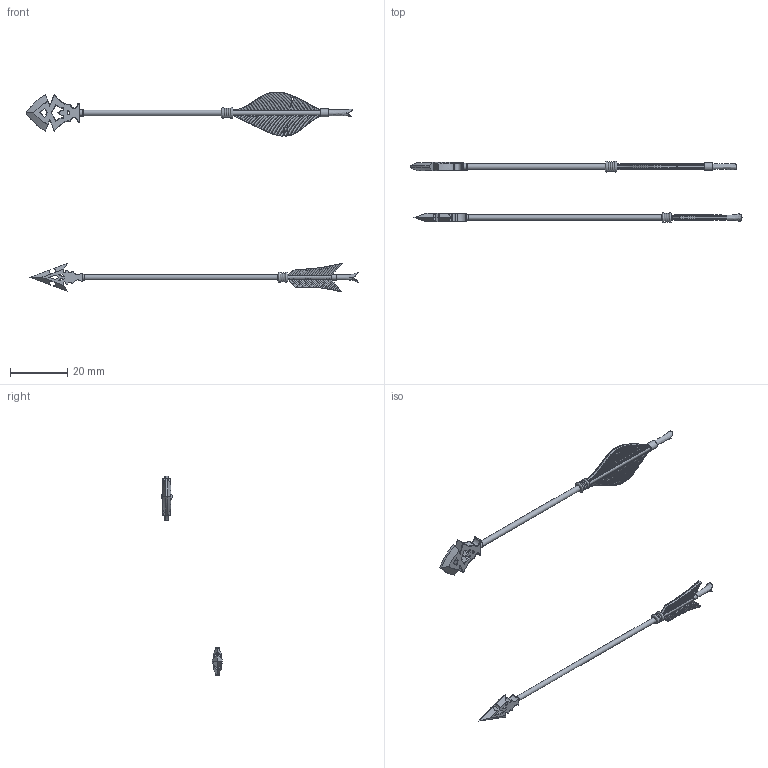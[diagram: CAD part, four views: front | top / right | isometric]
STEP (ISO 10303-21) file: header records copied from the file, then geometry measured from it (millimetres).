
FILE_DESCRIPTION(('FreeCAD Model'),'2;1');
FILE_NAME('Open CASCADE Shape Model','2025-05-03T16:59:55',('FreeCAD'),( 'FreeCAD'),'Open CASCADE STEP processor 7.6','FreeCAD','Unknown');
FILE_SCHEMA(('AUTOMOTIVE_DESIGN { 1 0 10303 214 1 1 1 1 }'));
Products named in the file (1): Open CASCADE STEP translator 7.6 1
Bounding box: 115.98 x 21.41 x 69.84 mm (x, y, z)
Volume: 1440.9 mm3; surface area: 3268 mm2
Topology: 2 solids, 2 shells, 938 faces, 2779 edges, 1850 vertices
Faces by surface type: bspline 491, plane 425, cylinder 20, cone 2
Full cylindrical faces by diameter (mm): 1.818 x1, 2 x3, 2.364 x1, 2.727 x1
Entity records: 79005 total; most frequent: CARTESIAN_POINT 59254, ORIENTED_EDGE 5558, EDGE_CURVE 2779, B_SPLINE_CURVE_WITH_KNOTS 1949, DIRECTION 1900, VERTEX_POINT 1850, FACE_BOUND 956, EDGE_LOOP 956
